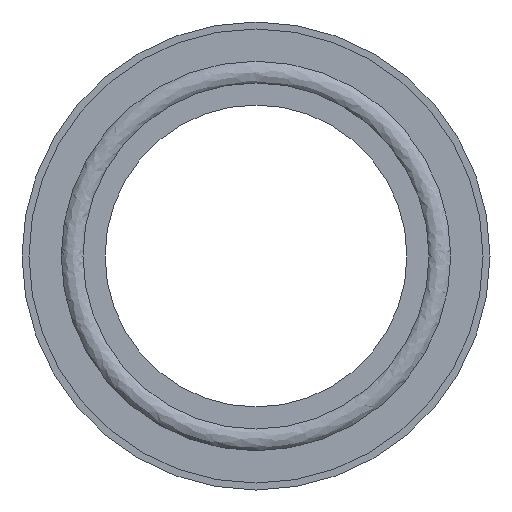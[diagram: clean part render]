
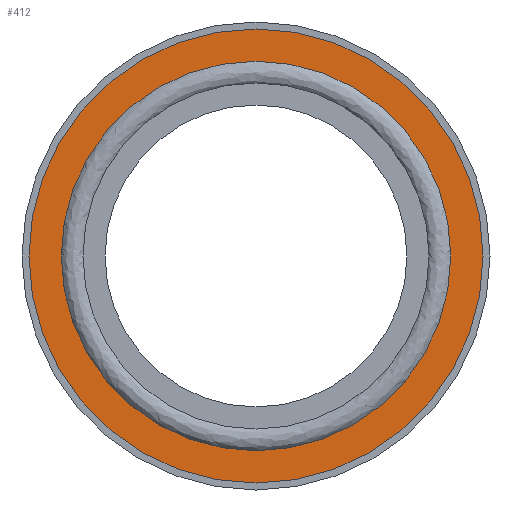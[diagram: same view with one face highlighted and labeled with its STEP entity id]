
A CAD part, left-side view. The second image highlights one B-rep face of the part: STEP entity #412.
In plain terms, the highlighted face is planar.
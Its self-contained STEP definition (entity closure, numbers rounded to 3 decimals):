
#15 = FACE_OUTER_BOUND ( 'NONE', #465, .T. ) ;
#32 = EDGE_LOOP ( 'NONE', ( #688 ) ) ;
#48 = CARTESIAN_POINT ( 'NONE',  ( 5.425, 0., 0. ) ) ;
#68 = PLANE ( 'NONE',  #526 ) ;
#77 = VERTEX_POINT ( 'NONE', #252 ) ;
#174 = CIRCLE ( 'NONE', #598, 32.25 ) ;
#197 = EDGE_CURVE ( 'NONE', #236, #236, #174, .T. ) ;
#234 = CIRCLE ( 'NONE', #411, 37.6 ) ;
#236 = VERTEX_POINT ( 'NONE', #430 ) ;
#252 = CARTESIAN_POINT ( 'NONE',  ( 5.425, 0., -37.6 ) ) ;
#259 = DIRECTION ( 'NONE',  ( 0., 0., -1. ) ) ;
#319 = CARTESIAN_POINT ( 'NONE',  ( 5.425, 32.25, 0. ) ) ;
#334 = EDGE_CURVE ( 'NONE', #77, #77, #234, .T. ) ;
#411 = AXIS2_PLACEMENT_3D ( 'NONE', #427, #653, #259 ) ;
#412 = ADVANCED_FACE ( 'NONE', ( #524, #15 ), #68, .T. ) ;
#427 = CARTESIAN_POINT ( 'NONE',  ( 5.425, 0., 0. ) ) ;
#430 = CARTESIAN_POINT ( 'NONE',  ( 5.425, 0., -32.25 ) ) ;
#465 = EDGE_LOOP ( 'NONE', ( #720 ) ) ;
#513 = DIRECTION ( 'NONE',  ( 0., 0., -1. ) ) ;
#524 = FACE_BOUND ( 'NONE', #32, .T. ) ;
#526 = AXIS2_PLACEMENT_3D ( 'NONE', #319, #794, #513 ) ;
#598 = AXIS2_PLACEMENT_3D ( 'NONE', #48, #769, #775 ) ;
#653 = DIRECTION ( 'NONE',  ( 1., 0., 0. ) ) ;
#688 = ORIENTED_EDGE ( 'NONE', *, *, #197, .T. ) ;
#720 = ORIENTED_EDGE ( 'NONE', *, *, #334, .T. ) ;
#769 = DIRECTION ( 'NONE',  ( -1., 0., 0. ) ) ;
#775 = DIRECTION ( 'NONE',  ( 0., 0., -1. ) ) ;
#794 = DIRECTION ( 'NONE',  ( 1., 0., 0. ) ) ;
